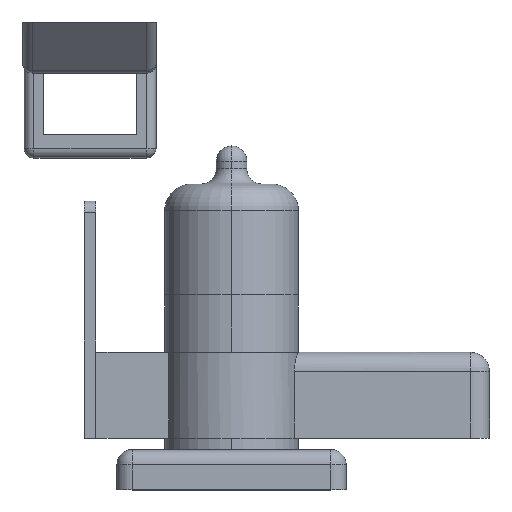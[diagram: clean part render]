
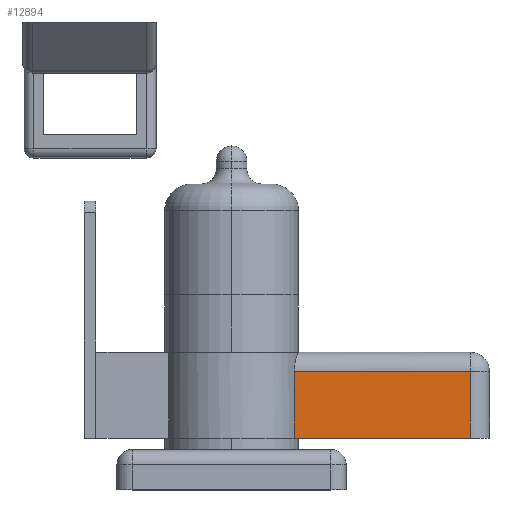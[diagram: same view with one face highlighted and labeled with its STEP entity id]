
A CAD part, top view. The second image highlights one B-rep face of the part: STEP entity #12894.
In plain terms, the highlighted planar face has unit normal (0, 0, 1).
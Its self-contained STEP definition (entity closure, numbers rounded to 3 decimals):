
#399 = DIRECTION ( 'NONE',  ( 0., 0., -1. ) ) ;
#652 = CARTESIAN_POINT ( 'NONE',  ( 62.5, 31., 6. ) ) ;
#713 = CARTESIAN_POINT ( 'NONE',  ( 16.439, 31., 6. ) ) ;
#757 = FACE_OUTER_BOUND ( 'NONE', #10081, .T. ) ;
#1655 = ORIENTED_EDGE ( 'NONE', *, *, #5434, .T. ) ;
#1928 = VECTOR ( 'NONE', #14894, 1000. ) ;
#2074 = ORIENTED_EDGE ( 'NONE', *, *, #2458, .T. ) ;
#2131 = CARTESIAN_POINT ( 'NONE',  ( 16.439, 31., 6. ) ) ;
#2419 = CARTESIAN_POINT ( 'NONE',  ( 16.439, 36., 6. ) ) ;
#2458 = EDGE_CURVE ( 'NONE', #14220, #14290, #8411, .T. ) ;
#3117 = AXIS2_PLACEMENT_3D ( 'NONE', #3125, #399, #10319 ) ;
#3125 = CARTESIAN_POINT ( 'NONE',  ( 67.5, 36., 6. ) ) ;
#3158 = CARTESIAN_POINT ( 'NONE',  ( 62.5, 13.5, 6. ) ) ;
#4358 = VECTOR ( 'NONE', #6832, 1000. ) ;
#4620 = VECTOR ( 'NONE', #16784, 1000. ) ;
#5080 = DIRECTION ( 'NONE',  ( 0., 1., 0. ) ) ;
#5434 = EDGE_CURVE ( 'NONE', #14290, #11929, #7823, .T. ) ;
#6337 = CARTESIAN_POINT ( 'NONE',  ( 62.5, 36., 6. ) ) ;
#6832 = DIRECTION ( 'NONE',  ( 0., -1., 0. ) ) ;
#7095 = CARTESIAN_POINT ( 'NONE',  ( 67.5, 13.5, 6. ) ) ;
#7823 = LINE ( 'NONE', #6337, #18280 ) ;
#8411 = LINE ( 'NONE', #7095, #4620 ) ;
#9009 = LINE ( 'NONE', #2419, #4358 ) ;
#9148 = EDGE_CURVE ( 'NONE', #11929, #14681, #16213, .T. ) ;
#10081 = EDGE_LOOP ( 'NONE', ( #2074, #1655, #10640, #12857 ) ) ;
#10319 = DIRECTION ( 'NONE',  ( -1., 0., 0. ) ) ;
#10640 = ORIENTED_EDGE ( 'NONE', *, *, #9148, .T. ) ;
#11359 = EDGE_CURVE ( 'NONE', #14681, #14220, #9009, .T. ) ;
#11929 = VERTEX_POINT ( 'NONE', #652 ) ;
#12857 = ORIENTED_EDGE ( 'NONE', *, *, #11359, .T. ) ;
#12894 = ADVANCED_FACE ( 'NONE', ( #757 ), #13328, .F. ) ;
#13328 = PLANE ( 'NONE',  #3117 ) ;
#14220 = VERTEX_POINT ( 'NONE', #15819 ) ;
#14290 = VERTEX_POINT ( 'NONE', #3158 ) ;
#14681 = VERTEX_POINT ( 'NONE', #2131 ) ;
#14894 = DIRECTION ( 'NONE',  ( -1., 0., 0. ) ) ;
#15819 = CARTESIAN_POINT ( 'NONE',  ( 16.439, 13.5, 6. ) ) ;
#16213 = LINE ( 'NONE', #713, #1928 ) ;
#16784 = DIRECTION ( 'NONE',  ( 1., 0., 0. ) ) ;
#18280 = VECTOR ( 'NONE', #5080, 1000. ) ;
